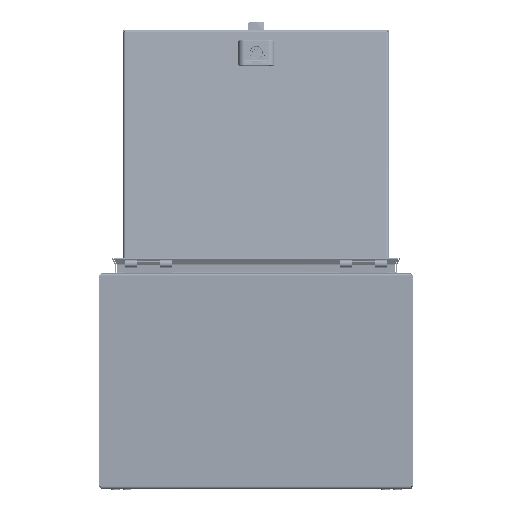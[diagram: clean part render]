
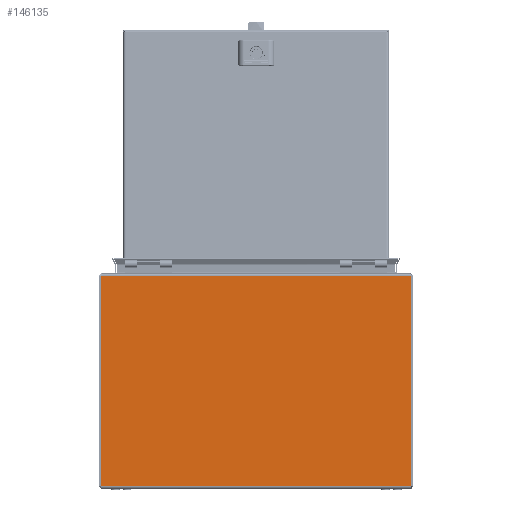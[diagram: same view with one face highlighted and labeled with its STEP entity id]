
A CAD part, front view. The second image highlights one B-rep face of the part: STEP entity #146135.
In plain terms, the highlighted planar face has unit normal (0, -1, 0).
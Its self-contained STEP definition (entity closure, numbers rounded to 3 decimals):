
#6349 = LINE ( 'NONE', #6368, #64994 ) ;
#6358 = LINE ( 'NONE', #6359, #64996 ) ;
#6359 = CARTESIAN_POINT ( 'NONE',  ( -198.5, -200., 1.5 ) ) ;
#6360 = DIRECTION ( 'NONE',  ( -1., 0., 0. ) ) ;
#6364 = LINE ( 'NONE', #6366, #65001 ) ;
#6366 = CARTESIAN_POINT ( 'NONE',  ( 197.793, -200., 270.5 ) ) ;
#6367 = DIRECTION ( 'NONE',  ( -1., 0., 0. ) ) ;
#6368 = CARTESIAN_POINT ( 'NONE',  ( -198.4, -200., 1.5 ) ) ;
#6369 = DIRECTION ( 'NONE',  ( 0., 0., 1. ) ) ;
#6370 = LINE ( 'NONE', #6371, #65005 ) ;
#6371 = CARTESIAN_POINT ( 'NONE',  ( 198.4, -200., 1.5 ) ) ;
#6372 = DIRECTION ( 'NONE',  ( 0., 0., 1. ) ) ;
#25271 = CARTESIAN_POINT ( 'NONE',  ( -198.4, -200., 270.5 ) ) ;
#25272 = CARTESIAN_POINT ( 'NONE',  ( -198.4, -200., 1.5 ) ) ;
#25276 = CARTESIAN_POINT ( 'NONE',  ( 198.4, -200., 270.5 ) ) ;
#25278 = CARTESIAN_POINT ( 'NONE',  ( 198.4, -200., 1.5 ) ) ;
#50321 = CARTESIAN_POINT ( 'NONE',  ( -198.5, -200., 272. ) ) ;
#50328 = FACE_OUTER_BOUND ( 'NONE', #112960, .T. ) ;
#50330 = PLANE ( 'NONE',  #98166 ) ;
#50336 = DIRECTION ( 'NONE',  ( 0., 1., 0. ) ) ;
#50338 = DIRECTION ( 'NONE',  ( 0., 0., 1. ) ) ;
#64994 = VECTOR ( 'NONE', #6369, 1000. ) ;
#64996 = VECTOR ( 'NONE', #6360, 1000. ) ;
#65001 = VECTOR ( 'NONE', #6367, 1000. ) ;
#65005 = VECTOR ( 'NONE', #6372, 1000. ) ;
#67390 = VERTEX_POINT ( 'NONE', #25271 ) ;
#67391 = VERTEX_POINT ( 'NONE', #25272 ) ;
#67395 = VERTEX_POINT ( 'NONE', #25276 ) ;
#67397 = VERTEX_POINT ( 'NONE', #25278 ) ;
#67679 = ORIENTED_EDGE ( 'NONE', *, *, #84451, .T. ) ;
#67680 = ORIENTED_EDGE ( 'NONE', *, *, #84453, .F. ) ;
#67681 = ORIENTED_EDGE ( 'NONE', *, *, #84446, .F. ) ;
#67682 = ORIENTED_EDGE ( 'NONE', *, *, #84455, .T. ) ;
#84446 = EDGE_CURVE ( 'NONE', #67397, #67391, #6358, .T. ) ;
#84451 = EDGE_CURVE ( 'NONE', #67395, #67390, #6364, .T. ) ;
#84453 = EDGE_CURVE ( 'NONE', #67391, #67390, #6349, .T. ) ;
#84455 = EDGE_CURVE ( 'NONE', #67397, #67395, #6370, .T. ) ;
#98166 = AXIS2_PLACEMENT_3D ( 'NONE', #50321, #50336, #50338 ) ;
#112960 = EDGE_LOOP ( 'NONE', ( #67679, #67680, #67681, #67682 ) ) ;
#146135 = ADVANCED_FACE ( 'NONE', ( #50328 ), #50330, .F. ) ;
